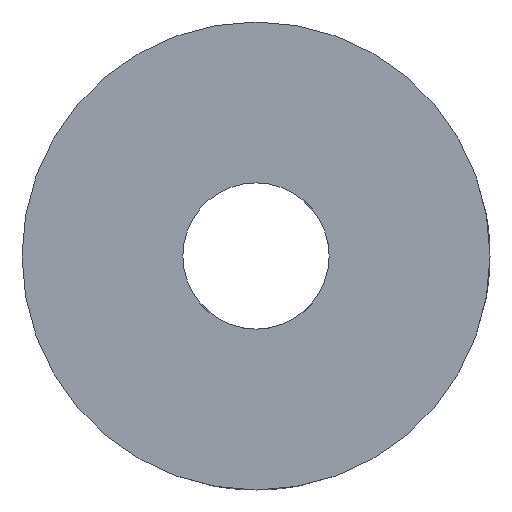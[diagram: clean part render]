
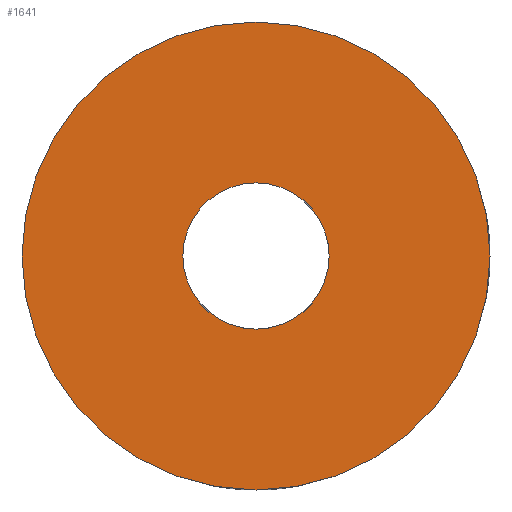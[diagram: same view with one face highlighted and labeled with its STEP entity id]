
A CAD part, front view. The second image highlights one B-rep face of the part: STEP entity #1641.
In plain terms, the highlighted planar face has unit normal (0, -1, 0).
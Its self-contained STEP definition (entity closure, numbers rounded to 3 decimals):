
#6 = CARTESIAN_POINT ( 'NONE',  ( 0., 0., -2.5 ) ) ;
#51 = EDGE_LOOP ( 'NONE', ( #3243, #2573 ) ) ;
#155 = FACE_OUTER_BOUND ( 'NONE', #51, .T. ) ;
#351 = CARTESIAN_POINT ( 'NONE',  ( 0., 0., 2.5 ) ) ;
#383 = VERTEX_POINT ( 'NONE', #6 ) ;
#450 = CARTESIAN_POINT ( 'NONE',  ( 0., 0., 0. ) ) ;
#462 = CARTESIAN_POINT ( 'NONE',  ( 0., 0., 0. ) ) ;
#1015 = CIRCLE ( 'NONE', #2828, 8. ) ;
#1021 = VERTEX_POINT ( 'NONE', #351 ) ;
#1152 = DIRECTION ( 'NONE',  ( 0., 0., -1. ) ) ;
#1304 = EDGE_LOOP ( 'NONE', ( #1611, #2528 ) ) ;
#1356 = VERTEX_POINT ( 'NONE', #1544 ) ;
#1517 = AXIS2_PLACEMENT_3D ( 'NONE', #2975, #1689, #1152 ) ;
#1544 = CARTESIAN_POINT ( 'NONE',  ( 0., 0., -8. ) ) ;
#1611 = ORIENTED_EDGE ( 'NONE', *, *, #3298, .F. ) ;
#1641 = ADVANCED_FACE ( 'NONE', ( #155, #2979 ), #2730, .T. ) ;
#1642 = DIRECTION ( 'NONE',  ( 0., 0., -1. ) ) ;
#1689 = DIRECTION ( 'NONE',  ( 0., -1., 0. ) ) ;
#1702 = CIRCLE ( 'NONE', #2511, 2.5 ) ;
#1728 = DIRECTION ( 'NONE',  ( 0., 0., -1. ) ) ;
#1739 = DIRECTION ( 'NONE',  ( 0., -1., 0. ) ) ;
#1800 = EDGE_CURVE ( 'NONE', #2639, #1356, #1940, .T. ) ;
#1874 = DIRECTION ( 'NONE',  ( 0., -1., 0. ) ) ;
#1940 = CIRCLE ( 'NONE', #3064, 8. ) ;
#2001 = DIRECTION ( 'NONE',  ( 0., -1., 0. ) ) ;
#2012 = DIRECTION ( 'NONE',  ( 0., -1., 0. ) ) ;
#2151 = EDGE_CURVE ( 'NONE', #1356, #2639, #1015, .T. ) ;
#2233 = EDGE_CURVE ( 'NONE', #1021, #383, #2409, .T. ) ;
#2253 = DIRECTION ( 'NONE',  ( 0., 0., -1. ) ) ;
#2285 = CARTESIAN_POINT ( 'NONE',  ( 0., 0., 8. ) ) ;
#2409 = CIRCLE ( 'NONE', #2593, 2.5 ) ;
#2511 = AXIS2_PLACEMENT_3D ( 'NONE', #3178, #1874, #1642 ) ;
#2528 = ORIENTED_EDGE ( 'NONE', *, *, #2233, .F. ) ;
#2573 = ORIENTED_EDGE ( 'NONE', *, *, #1800, .T. ) ;
#2593 = AXIS2_PLACEMENT_3D ( 'NONE', #450, #2001, #1728 ) ;
#2639 = VERTEX_POINT ( 'NONE', #2285 ) ;
#2730 = PLANE ( 'NONE',  #1517 ) ;
#2828 = AXIS2_PLACEMENT_3D ( 'NONE', #462, #2012, #2253 ) ;
#2975 = CARTESIAN_POINT ( 'NONE',  ( 8., 0., 0. ) ) ;
#2979 = FACE_BOUND ( 'NONE', #1304, .T. ) ;
#3007 = CARTESIAN_POINT ( 'NONE',  ( 0., 0., 0. ) ) ;
#3064 = AXIS2_PLACEMENT_3D ( 'NONE', #3007, #1739, #3294 ) ;
#3178 = CARTESIAN_POINT ( 'NONE',  ( 0., 0., 0. ) ) ;
#3243 = ORIENTED_EDGE ( 'NONE', *, *, #2151, .T. ) ;
#3294 = DIRECTION ( 'NONE',  ( 0., 0., -1. ) ) ;
#3298 = EDGE_CURVE ( 'NONE', #383, #1021, #1702, .T. ) ;
